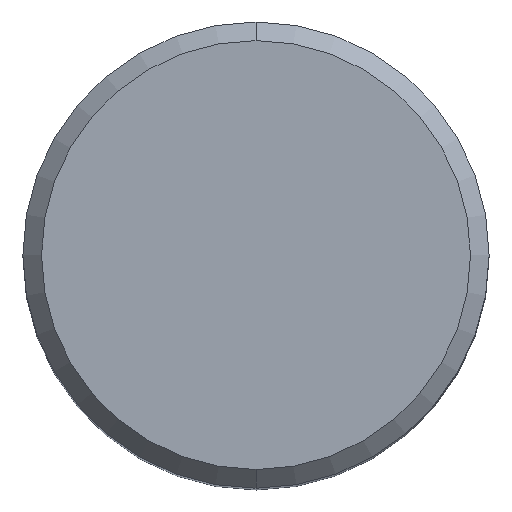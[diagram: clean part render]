
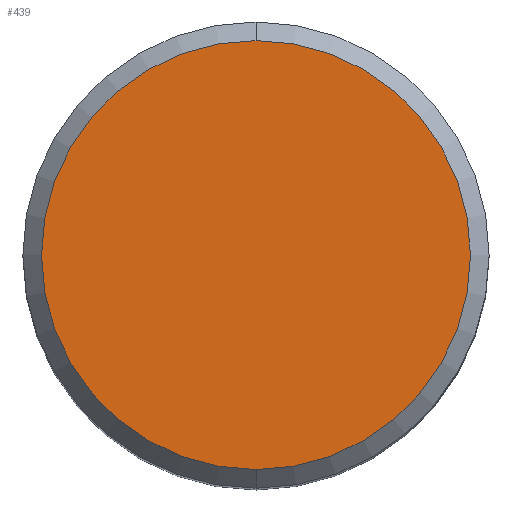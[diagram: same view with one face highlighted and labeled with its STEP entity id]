
A CAD part, top view. The second image highlights one B-rep face of the part: STEP entity #439.
In plain terms, the highlighted planar face has unit normal (0, 0, 1).
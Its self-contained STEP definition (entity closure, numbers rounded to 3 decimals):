
#265=VERTEX_POINT('',#581);
#301=EDGE_CURVE('',#447,#265,#618,.T.);
#431=EDGE_CURVE('',#265,#447,#764,.T.);
#439=ADVANCED_FACE('',(#772),#773,.T.);
#447=VERTEX_POINT('',#781);
#581=CARTESIAN_POINT('',(0.0,11.5,0.0));
#618=CIRCLE('',#1066,11.5);
#764=CIRCLE('',#1567,11.5);
#772=FACE_OUTER_BOUND('',#1575,.T.);
#773=PLANE('',#1576);
#781=CARTESIAN_POINT('',(0.,-11.5,0.0));
#1066=AXIS2_PLACEMENT_3D('',#1742,#1743,#1744);
#1567=AXIS2_PLACEMENT_3D('',#1933,#1934,#1935);
#1575=EDGE_LOOP('',(#1937,#1938));
#1576=AXIS2_PLACEMENT_3D('',#1939,#1940,#1941);
#1742=CARTESIAN_POINT('',(0.0,0.0,0.0));
#1743=DIRECTION('',(0.0,0.0,-1.0));
#1744=DIRECTION('',(0.0,1.0,0.0));
#1933=CARTESIAN_POINT('',(0.0,0.0,0.0));
#1934=DIRECTION('',(0.0,0.0,-1.0));
#1935=DIRECTION('',(0.0,1.0,0.0));
#1937=ORIENTED_EDGE('',*,*,#431,.F.);
#1938=ORIENTED_EDGE('',*,*,#301,.F.);
#1939=CARTESIAN_POINT('',(0.0,5.75,0.0));
#1940=DIRECTION('',(-0.0,0.0,1.0));
#1941=DIRECTION('',(0.0,-1.0,0.0));
